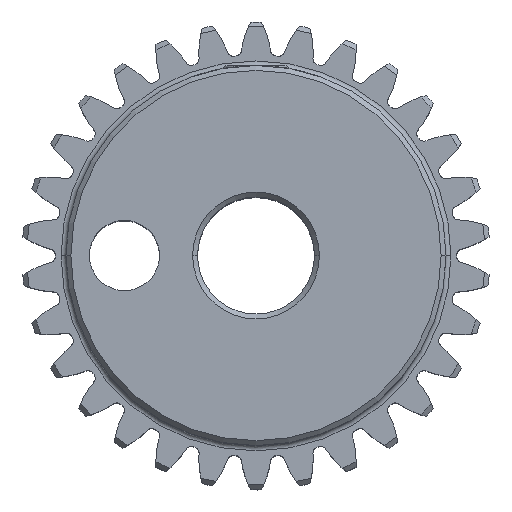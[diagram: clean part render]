
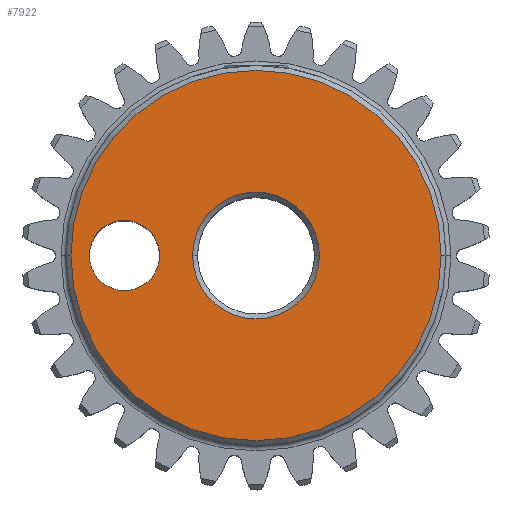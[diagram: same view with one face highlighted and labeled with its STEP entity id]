
A CAD part, top view. The second image highlights one B-rep face of the part: STEP entity #7922.
In plain terms, the highlighted planar face has unit normal (0, 0, 1).
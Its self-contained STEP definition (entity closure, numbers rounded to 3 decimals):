
#14 = EDGE_CURVE ( 'NONE', #14258, #10241, #844, .T. ) ;
#20 = AXIS2_PLACEMENT_3D ( 'NONE', #5031, #5185, #13453 ) ;
#311 = AXIS2_PLACEMENT_3D ( 'NONE', #13272, #2763, #4082 ) ;
#844 = CIRCLE ( 'NONE', #9182, 1.2 ) ;
#1130 = ORIENTED_EDGE ( 'NONE', *, *, #10743, .T. ) ;
#1268 = EDGE_CURVE ( 'NONE', #10757, #6888, #7881, .T. ) ;
#1446 = VERTEX_POINT ( 'NONE', #4183 ) ;
#1691 = DIRECTION ( 'NONE',  ( 0., 0., -1. ) ) ;
#1810 = CARTESIAN_POINT ( 'NONE',  ( 0., 0., 6. ) ) ;
#2206 = EDGE_CURVE ( 'NONE', #6888, #10757, #7951, .T. ) ;
#2763 = DIRECTION ( 'NONE',  ( 0., 0., -1. ) ) ;
#3048 = CARTESIAN_POINT ( 'NONE',  ( 6.332, 0., 6. ) ) ;
#3375 = DIRECTION ( 'NONE',  ( 0., 0., -1. ) ) ;
#3539 = AXIS2_PLACEMENT_3D ( 'NONE', #3626, #11742, #14209 ) ;
#3626 = CARTESIAN_POINT ( 'NONE',  ( 0., 0., 6. ) ) ;
#4011 = DIRECTION ( 'NONE',  ( -1., 0., 0. ) ) ;
#4061 = CARTESIAN_POINT ( 'NONE',  ( -5.7, 0., 6. ) ) ;
#4082 = DIRECTION ( 'NONE',  ( 1., 0., 0. ) ) ;
#4165 = CARTESIAN_POINT ( 'NONE',  ( -4.5, 0., 6. ) ) ;
#4183 = CARTESIAN_POINT ( 'NONE',  ( -2.168, 0., 6. ) ) ;
#4261 = ORIENTED_EDGE ( 'NONE', *, *, #12861, .T. ) ;
#4402 = ORIENTED_EDGE ( 'NONE', *, *, #1268, .T. ) ;
#4665 = CARTESIAN_POINT ( 'NONE',  ( -3.3, 0., 6. ) ) ;
#4817 = DIRECTION ( 'NONE',  ( 0., 0., 1. ) ) ;
#5031 = CARTESIAN_POINT ( 'NONE',  ( 0., 0., 6. ) ) ;
#5073 = EDGE_CURVE ( 'NONE', #1446, #13851, #13554, .T. ) ;
#5165 = CARTESIAN_POINT ( 'NONE',  ( -6.332, 0., 6. ) ) ;
#5185 = DIRECTION ( 'NONE',  ( 0., 0., 1. ) ) ;
#5312 = AXIS2_PLACEMENT_3D ( 'NONE', #9707, #4817, #8565 ) ;
#5816 = AXIS2_PLACEMENT_3D ( 'NONE', #1810, #14487, #7578 ) ;
#5957 = FACE_BOUND ( 'NONE', #11452, .T. ) ;
#6200 = ORIENTED_EDGE ( 'NONE', *, *, #2206, .T. ) ;
#6888 = VERTEX_POINT ( 'NONE', #3048 ) ;
#7578 = DIRECTION ( 'NONE',  ( 1., 0., 0. ) ) ;
#7881 = CIRCLE ( 'NONE', #20, 6.332 ) ;
#7922 = ADVANCED_FACE ( 'NONE', ( #5957, #9413, #10633 ), #12935, .T. ) ;
#7951 = CIRCLE ( 'NONE', #3539, 6.332 ) ;
#8253 = AXIS2_PLACEMENT_3D ( 'NONE', #4165, #1691, #4011 ) ;
#8565 = DIRECTION ( 'NONE',  ( 1., 0., 0. ) ) ;
#9000 = CIRCLE ( 'NONE', #5816, 2.168 ) ;
#9182 = AXIS2_PLACEMENT_3D ( 'NONE', #11333, #3375, #12793 ) ;
#9293 = CARTESIAN_POINT ( 'NONE',  ( 2.168, 0., 6. ) ) ;
#9413 = FACE_BOUND ( 'NONE', #13690, .T. ) ;
#9707 = CARTESIAN_POINT ( 'NONE',  ( 0., 0., 6. ) ) ;
#9975 = CIRCLE ( 'NONE', #8253, 1.2 ) ;
#10241 = VERTEX_POINT ( 'NONE', #4665 ) ;
#10633 = FACE_OUTER_BOUND ( 'NONE', #12244, .T. ) ;
#10743 = EDGE_CURVE ( 'NONE', #10241, #14258, #9975, .T. ) ;
#10757 = VERTEX_POINT ( 'NONE', #5165 ) ;
#11333 = CARTESIAN_POINT ( 'NONE',  ( -4.5, 0., 6. ) ) ;
#11452 = EDGE_LOOP ( 'NONE', ( #12176, #1130 ) ) ;
#11583 = ORIENTED_EDGE ( 'NONE', *, *, #5073, .T. ) ;
#11742 = DIRECTION ( 'NONE',  ( 0., 0., 1. ) ) ;
#12176 = ORIENTED_EDGE ( 'NONE', *, *, #14, .T. ) ;
#12244 = EDGE_LOOP ( 'NONE', ( #4402, #6200 ) ) ;
#12793 = DIRECTION ( 'NONE',  ( -1., 0., 0. ) ) ;
#12861 = EDGE_CURVE ( 'NONE', #13851, #1446, #9000, .T. ) ;
#12935 = PLANE ( 'NONE',  #5312 ) ;
#13272 = CARTESIAN_POINT ( 'NONE',  ( 0., 0., 6. ) ) ;
#13453 = DIRECTION ( 'NONE',  ( 1., 0., 0. ) ) ;
#13554 = CIRCLE ( 'NONE', #311, 2.168 ) ;
#13690 = EDGE_LOOP ( 'NONE', ( #4261, #11583 ) ) ;
#13851 = VERTEX_POINT ( 'NONE', #9293 ) ;
#14209 = DIRECTION ( 'NONE',  ( 1., 0., 0. ) ) ;
#14258 = VERTEX_POINT ( 'NONE', #4061 ) ;
#14487 = DIRECTION ( 'NONE',  ( 0., 0., -1. ) ) ;
